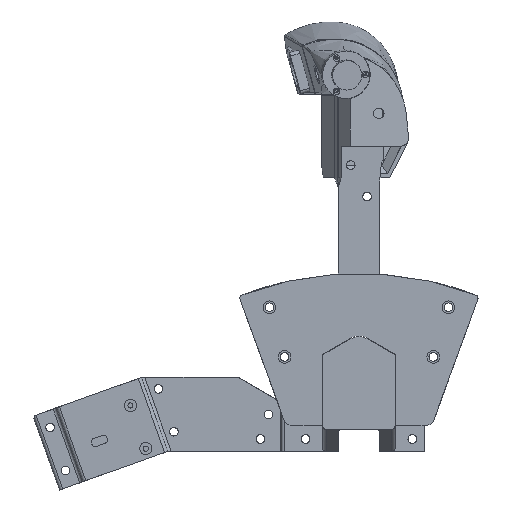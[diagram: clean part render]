
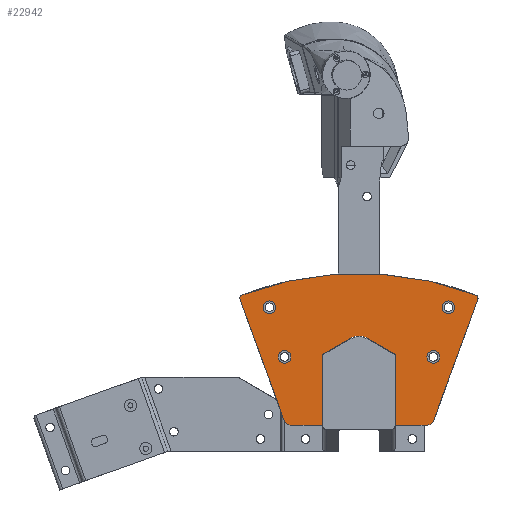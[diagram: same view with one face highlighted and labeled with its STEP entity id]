
A CAD part, left-side view. The second image highlights one B-rep face of the part: STEP entity #22942.
In plain terms, the highlighted planar face has unit normal (-1, 0, 0).
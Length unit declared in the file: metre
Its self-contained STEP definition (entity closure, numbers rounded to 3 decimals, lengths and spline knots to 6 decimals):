
#1037=CIRCLE('',#25306,0.2);
#1038=CIRCLE('',#25308,0.003875);
#1039=CIRCLE('',#25309,0.003875);
#1040=CIRCLE('',#25310,0.003875);
#1041=CIRCLE('',#25311,0.003875);
#1042=CIRCLE('',#25312,0.002);
#1043=CIRCLE('',#25313,0.005);
#1044=CIRCLE('',#25314,0.01025);
#1045=CIRCLE('',#25315,0.005);
#1046=CIRCLE('',#25316,0.002);
#7223=ORIENTED_EDGE('',*,*,#10632,.T.);
#7224=ORIENTED_EDGE('',*,*,#10633,.T.);
#7225=ORIENTED_EDGE('',*,*,#10634,.T.);
#7226=ORIENTED_EDGE('',*,*,#10635,.T.);
#7227=ORIENTED_EDGE('',*,*,#10630,.T.);
#7228=ORIENTED_EDGE('',*,*,#10636,.T.);
#7229=ORIENTED_EDGE('',*,*,#10637,.T.);
#7230=ORIENTED_EDGE('',*,*,#10638,.T.);
#7231=ORIENTED_EDGE('',*,*,#10639,.F.);
#7232=ORIENTED_EDGE('',*,*,#10640,.T.);
#7233=ORIENTED_EDGE('',*,*,#10641,.T.);
#7234=ORIENTED_EDGE('',*,*,#10642,.T.);
#7235=ORIENTED_EDGE('',*,*,#10643,.T.);
#7236=ORIENTED_EDGE('',*,*,#10644,.T.);
#7237=ORIENTED_EDGE('',*,*,#10645,.T.);
#7238=ORIENTED_EDGE('',*,*,#10646,.F.);
#7239=ORIENTED_EDGE('',*,*,#10618,.F.);
#7240=ORIENTED_EDGE('',*,*,#10647,.T.);
#10618=EDGE_CURVE('',#12903,#12904,#15017,.T.);
#10630=EDGE_CURVE('',#12916,#12915,#1037,.T.);
#10632=EDGE_CURVE('',#12917,#12917,#1038,.F.);
#10633=EDGE_CURVE('',#12918,#12918,#1039,.F.);
#10634=EDGE_CURVE('',#12919,#12919,#1040,.F.);
#10635=EDGE_CURVE('',#12920,#12920,#1041,.F.);
#10636=EDGE_CURVE('',#12915,#12921,#1042,.T.);
#10637=EDGE_CURVE('',#12921,#12922,#15029,.T.);
#10638=EDGE_CURVE('',#12922,#12923,#1043,.T.);
#10639=EDGE_CURVE('',#12924,#12923,#15030,.T.);
#10640=EDGE_CURVE('',#12924,#12925,#15031,.T.);
#10641=EDGE_CURVE('',#12925,#12926,#15032,.T.);
#10642=EDGE_CURVE('',#12926,#12927,#1044,.T.);
#10643=EDGE_CURVE('',#12927,#12928,#15033,.T.);
#10644=EDGE_CURVE('',#12928,#12929,#15034,.T.);
#10645=EDGE_CURVE('',#12929,#12930,#15035,.T.);
#10646=EDGE_CURVE('',#12904,#12930,#1045,.T.);
#10647=EDGE_CURVE('',#12903,#12916,#1046,.T.);
#12903=VERTEX_POINT('',#40190);
#12904=VERTEX_POINT('',#40192);
#12915=VERTEX_POINT('',#40215);
#12916=VERTEX_POINT('',#40217);
#12917=VERTEX_POINT('',#40221);
#12918=VERTEX_POINT('',#40223);
#12919=VERTEX_POINT('',#40225);
#12920=VERTEX_POINT('',#40227);
#12921=VERTEX_POINT('',#40229);
#12922=VERTEX_POINT('',#40231);
#12923=VERTEX_POINT('',#40233);
#12924=VERTEX_POINT('',#40235);
#12925=VERTEX_POINT('',#40237);
#12926=VERTEX_POINT('',#40239);
#12927=VERTEX_POINT('',#40241);
#12928=VERTEX_POINT('',#40243);
#12929=VERTEX_POINT('',#40245);
#12930=VERTEX_POINT('',#40247);
#15017=LINE('',#40191,#17127);
#15029=LINE('',#40230,#17139);
#15030=LINE('',#40234,#17140);
#15031=LINE('',#40236,#17141);
#15032=LINE('',#40238,#17142);
#15033=LINE('',#40242,#17143);
#15034=LINE('',#40244,#17144);
#15035=LINE('',#40246,#17145);
#17127=VECTOR('',#31215,1.);
#17139=VECTOR('',#31245,1.);
#17140=VECTOR('',#31248,1.);
#17141=VECTOR('',#31249,1.);
#17142=VECTOR('',#31250,1.);
#17143=VECTOR('',#31253,1.);
#17144=VECTOR('',#31254,1.);
#17145=VECTOR('',#31255,1.);
#19022=EDGE_LOOP('',(#7223));
#19023=EDGE_LOOP('',(#7224));
#19024=EDGE_LOOP('',(#7225));
#19025=EDGE_LOOP('',(#7226));
#19026=EDGE_LOOP('',(#7227,#7228,#7229,#7230,#7231,#7232,#7233,#7234,#7235,
#7236,#7237,#7238,#7239,#7240));
#20870=FACE_BOUND('',#19022,.T.);
#20871=FACE_BOUND('',#19023,.T.);
#20872=FACE_BOUND('',#19024,.T.);
#20873=FACE_BOUND('',#19025,.T.);
#20874=FACE_BOUND('',#19026,.T.);
#21737=PLANE('',#25307);
#22942=ADVANCED_FACE('',(#20870,#20871,#20872,#20873,#20874),#21737,.T.);
#25306=AXIS2_PLACEMENT_3D('',#40216,#31230,#31231);
#25307=AXIS2_PLACEMENT_3D('',#40219,#31233,#31234);
#25308=AXIS2_PLACEMENT_3D('',#40220,#31235,#31236);
#25309=AXIS2_PLACEMENT_3D('',#40222,#31237,#31238);
#25310=AXIS2_PLACEMENT_3D('',#40224,#31239,#31240);
#25311=AXIS2_PLACEMENT_3D('',#40226,#31241,#31242);
#25312=AXIS2_PLACEMENT_3D('',#40228,#31243,#31244);
#25313=AXIS2_PLACEMENT_3D('',#40232,#31246,#31247);
#25314=AXIS2_PLACEMENT_3D('',#40240,#31251,#31252);
#25315=AXIS2_PLACEMENT_3D('',#40248,#31256,#31257);
#25316=AXIS2_PLACEMENT_3D('',#40249,#31258,#31259);
#31215=DIRECTION('',(0.,0.342,-0.94));
#31230=DIRECTION('',(-1.,0.,0.));
#31231=DIRECTION('',(0.,0.,1.));
#31233=DIRECTION('',(-1.,0.,0.));
#31234=DIRECTION('',(0.,1.,0.));
#31235=DIRECTION('',(-1.,0.,0.));
#31236=DIRECTION('',(0.,0.,1.));
#31237=DIRECTION('',(-1.,0.,0.));
#31238=DIRECTION('',(0.,0.,1.));
#31239=DIRECTION('',(-1.,0.,0.));
#31240=DIRECTION('',(0.,0.,1.));
#31241=DIRECTION('',(-1.,0.,0.));
#31242=DIRECTION('',(0.,0.,1.));
#31243=DIRECTION('',(-1.,0.,0.));
#31244=DIRECTION('',(0.,0.,1.));
#31245=DIRECTION('',(0.,-0.342,-0.94));
#31246=DIRECTION('',(-1.,0.,0.));
#31247=DIRECTION('',(0.,0.,-1.));
#31248=DIRECTION('',(0.,1.,0.));
#31249=DIRECTION('',(0.,0.,1.));
#31250=DIRECTION('',(0.,-0.866,0.5));
#31251=DIRECTION('',(1.,0.,0.));
#31252=DIRECTION('',(0.,0.,-1.));
#31253=DIRECTION('',(0.,-0.866,-0.5));
#31254=DIRECTION('',(0.,0.,-1.));
#31255=DIRECTION('',(0.,-1.,0.));
#31256=DIRECTION('',(1.,0.,0.));
#31257=DIRECTION('',(0.,0.,-1.));
#31258=DIRECTION('',(-1.,0.,0.));
#31259=DIRECTION('',(0.,0.,1.));
#40190=CARTESIAN_POINT('',(-0.086261,0.015257,0.102354));
#40191=CARTESIAN_POINT('',(-0.086261,0.015421,0.101905));
#40192=CARTESIAN_POINT('',(-0.086261,0.042058,0.028721));
#40215=CARTESIAN_POINT('',(-0.086261,0.158912,0.104907));
#40216=CARTESIAN_POINT('',(-0.086261,0.087668,-0.081974));
#40217=CARTESIAN_POINT('',(-0.086261,0.016424,0.104907));
#40219=CARTESIAN_POINT('',(-0.086261,0.087668,0.109646));
#40220=CARTESIAN_POINT('',(-0.086261,0.033189,0.097437));
#40221=CARTESIAN_POINT('',(-0.086261,0.033189,0.101312));
#40222=CARTESIAN_POINT('',(-0.086261,0.042378,0.067177));
#40223=CARTESIAN_POINT('',(-0.086261,0.042378,0.071052));
#40224=CARTESIAN_POINT('',(-0.086261,0.142147,0.097437));
#40225=CARTESIAN_POINT('',(-0.086261,0.142147,0.101312));
#40226=CARTESIAN_POINT('',(-0.086261,0.132958,0.067177));
#40227=CARTESIAN_POINT('',(-0.086261,0.132958,0.071052));
#40228=CARTESIAN_POINT('',(-0.086261,0.158199,0.103038));
#40229=CARTESIAN_POINT('',(-0.086261,0.160079,0.102354));
#40230=CARTESIAN_POINT('',(-0.086261,0.159915,0.101905));
#40231=CARTESIAN_POINT('',(-0.086261,0.133278,0.028721));
#40232=CARTESIAN_POINT('',(-0.086261,0.12858,0.030431));
#40233=CARTESIAN_POINT('',(-0.086261,0.12858,0.025431));
#40234=CARTESIAN_POINT('',(-0.086261,0.118214,0.025431));
#40235=CARTESIAN_POINT('',(-0.086261,0.109918,0.025431));
#40236=CARTESIAN_POINT('',(-0.086261,0.109918,0.109646));
#40237=CARTESIAN_POINT('',(-0.086261,0.109918,0.068667));
#40238=CARTESIAN_POINT('',(-0.086261,0.075486,0.088546));
#40239=CARTESIAN_POINT('',(-0.086261,0.092793,0.078554));
#40240=CARTESIAN_POINT('',(-0.086261,0.087668,0.069677));
#40241=CARTESIAN_POINT('',(-0.086261,0.082543,0.078554));
#40242=CARTESIAN_POINT('',(-0.086261,0.09985,0.088546));
#40243=CARTESIAN_POINT('',(-0.086261,0.065418,0.068667));
#40244=CARTESIAN_POINT('',(-0.086261,0.065418,0.109646));
#40245=CARTESIAN_POINT('',(-0.086261,0.065418,0.025431));
#40246=CARTESIAN_POINT('',(-0.086261,0.057122,0.025431));
#40247=CARTESIAN_POINT('',(-0.086261,0.046756,0.025431));
#40248=CARTESIAN_POINT('',(-0.086261,0.046756,0.030431));
#40249=CARTESIAN_POINT('',(-0.086261,0.017137,0.103038));
